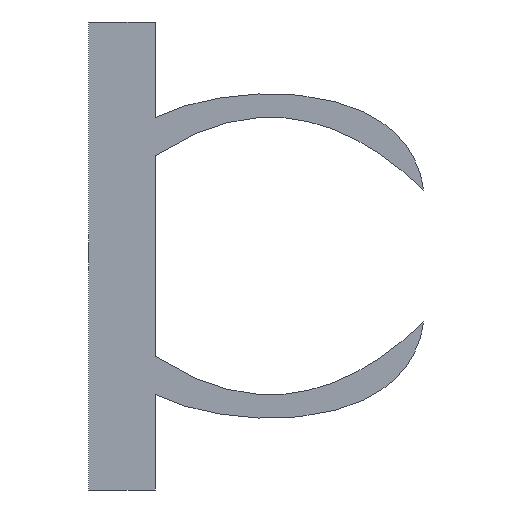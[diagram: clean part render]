
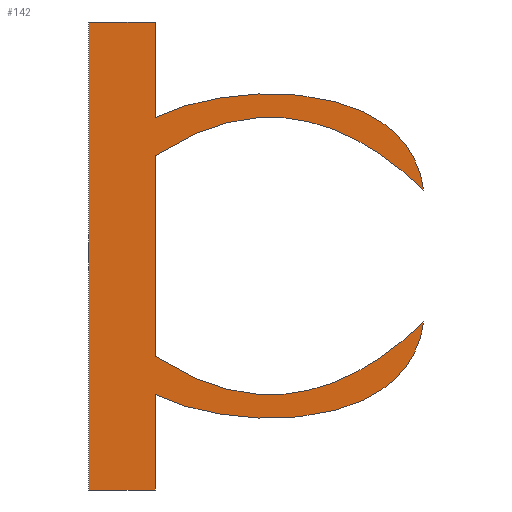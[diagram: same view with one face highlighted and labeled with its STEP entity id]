
A CAD part, front view. The second image highlights one B-rep face of the part: STEP entity #142.
In plain terms, the highlighted planar face has unit normal (0, -1, 0).
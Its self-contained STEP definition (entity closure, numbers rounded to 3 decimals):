
#2 = LINE ( 'NONE', #257, #446 ) ;
#6 = DIRECTION ( 'NONE',  ( 0., 0., -1. ) ) ;
#21 = CARTESIAN_POINT ( 'NONE',  ( 10., -6., 20.718 ) ) ;
#30 = CARTESIAN_POINT ( 'NONE',  ( 10., -6., 35. ) ) ;
#32 = VECTOR ( 'NONE', #6, 1000. ) ;
#40 = CARTESIAN_POINT ( 'NONE',  ( 0., -6., 35. ) ) ;
#45 = VERTEX_POINT ( 'NONE', #97 ) ;
#47 = ORIENTED_EDGE ( 'NONE', *, *, #130, .T. ) ;
#52 = VERTEX_POINT ( 'NONE', #60 ) ;
#55 = LINE ( 'NONE', #148, #328 ) ;
#60 = CARTESIAN_POINT ( 'NONE',  ( 0., -6., -35. ) ) ;
#63 = B_SPLINE_CURVE_WITH_KNOTS ( 'NONE', 2,
 ( #399, #391, #355 ),
 .UNSPECIFIED., .F., .F.,
 ( 3, 3 ),
 ( 0., 1. ),
 .UNSPECIFIED. ) ;
#65 = CARTESIAN_POINT ( 'NONE',  ( 10., -6., 20.718 ) ) ;
#97 = CARTESIAN_POINT ( 'NONE',  ( 50.106, -6., 9.868 ) ) ;
#116 = VERTEX_POINT ( 'NONE', #266 ) ;
#117 = EDGE_CURVE ( 'NONE', #348, #45, #406, .T. ) ;
#122 = EDGE_CURVE ( 'NONE', #288, #408, #2, .T. ) ;
#128 = ORIENTED_EDGE ( 'NONE', *, *, #308, .F. ) ;
#130 = EDGE_CURVE ( 'NONE', #419, #259, #498, .T. ) ;
#142 = ADVANCED_FACE ( 'NONE', ( #469 ), #518, .F. ) ;
#148 = CARTESIAN_POINT ( 'NONE',  ( 10., -6., -35. ) ) ;
#152 = EDGE_CURVE ( 'NONE', #116, #52, #55, .T. ) ;
#154 = CARTESIAN_POINT ( 'NONE',  ( 47.985, -6., -26.799 ) ) ;
#157 = VECTOR ( 'NONE', #255, 1000. ) ;
#167 = ORIENTED_EDGE ( 'NONE', *, *, #449, .F. ) ;
#174 = EDGE_LOOP ( 'NONE', ( #418, #404, #284, #47, #249, #167, #303, #128, #456, #263 ) ) ;
#179 = AXIS2_PLACEMENT_3D ( 'NONE', #389, #504, #424 ) ;
#182 = CARTESIAN_POINT ( 'NONE',  ( 10., -6., 15. ) ) ;
#188 = CARTESIAN_POINT ( 'NONE',  ( 10., -6., 35. ) ) ;
#198 = CARTESIAN_POINT ( 'NONE',  ( 50.106, -6., -9.868 ) ) ;
#201 = EDGE_CURVE ( 'NONE', #408, #52, #313, .T. ) ;
#208 = CARTESIAN_POINT ( 'NONE',  ( 10., -6., 15. ) ) ;
#209 = EDGE_CURVE ( 'NONE', #295, #259, #63, .T. ) ;
#216 = CARTESIAN_POINT ( 'NONE',  ( 10., -6., -20.718 ) ) ;
#220 = DIRECTION ( 'NONE',  ( -1., 0., 0. ) ) ;
#234 = CARTESIAN_POINT ( 'NONE',  ( 10., -6., -15. ) ) ;
#235 = EDGE_CURVE ( 'NONE', #288, #333, #242, .T. ) ;
#242 = LINE ( 'NONE', #245, #32 ) ;
#245 = CARTESIAN_POINT ( 'NONE',  ( 10., -6., 35. ) ) ;
#249 = ORIENTED_EDGE ( 'NONE', *, *, #209, .F. ) ;
#255 = DIRECTION ( 'NONE',  ( 0., 0., -1. ) ) ;
#257 = CARTESIAN_POINT ( 'NONE',  ( 10., -6., 35. ) ) ;
#258 = CARTESIAN_POINT ( 'NONE',  ( 50.106, -6., -9.868 ) ) ;
#259 = VERTEX_POINT ( 'NONE', #258 ) ;
#263 = ORIENTED_EDGE ( 'NONE', *, *, #122, .T. ) ;
#266 = CARTESIAN_POINT ( 'NONE',  ( 10., -6., -35. ) ) ;
#284 = ORIENTED_EDGE ( 'NONE', *, *, #368, .F. ) ;
#288 = VERTEX_POINT ( 'NONE', #30 ) ;
#295 = VERTEX_POINT ( 'NONE', #234 ) ;
#300 = CARTESIAN_POINT ( 'NONE',  ( 21.36, -6., -26.452 ) ) ;
#303 = ORIENTED_EDGE ( 'NONE', *, *, #117, .T. ) ;
#308 = EDGE_CURVE ( 'NONE', #333, #45, #486, .T. ) ;
#313 = LINE ( 'NONE', #488, #371 ) ;
#316 = DIRECTION ( 'NONE',  ( -1., 0., 0. ) ) ;
#324 = CARTESIAN_POINT ( 'NONE',  ( 21.36, -6., 26.452 ) ) ;
#328 = VECTOR ( 'NONE', #316, 1000. ) ;
#333 = VERTEX_POINT ( 'NONE', #21 ) ;
#348 = VERTEX_POINT ( 'NONE', #208 ) ;
#355 = CARTESIAN_POINT ( 'NONE',  ( 50.106, -6., -9.868 ) ) ;
#356 = VECTOR ( 'NONE', #467, 1000. ) ;
#366 = LINE ( 'NONE', #450, #157 ) ;
#368 = EDGE_CURVE ( 'NONE', #419, #116, #366, .T. ) ;
#371 = VECTOR ( 'NONE', #471, 1000. ) ;
#375 = CARTESIAN_POINT ( 'NONE',  ( 50.106, -6., 9.868 ) ) ;
#379 = CARTESIAN_POINT ( 'NONE',  ( 30.648, -6., 28.669 ) ) ;
#389 = CARTESIAN_POINT ( 'NONE',  ( 10., -6., 35. ) ) ;
#390 = CARTESIAN_POINT ( 'NONE',  ( 50.106, -6., 9.868 ) ) ;
#391 = CARTESIAN_POINT ( 'NONE',  ( 30.648, -6., -28.669 ) ) ;
#399 = CARTESIAN_POINT ( 'NONE',  ( 10., -6., -15. ) ) ;
#404 = ORIENTED_EDGE ( 'NONE', *, *, #152, .F. ) ;
#406 = B_SPLINE_CURVE_WITH_KNOTS ( 'NONE', 2,
 ( #182, #379, #375 ),
 .UNSPECIFIED., .F., .F.,
 ( 3, 3 ),
 ( 0., 1. ),
 .UNSPECIFIED. ) ;
#408 = VERTEX_POINT ( 'NONE', #40 ) ;
#418 = ORIENTED_EDGE ( 'NONE', *, *, #201, .T. ) ;
#419 = VERTEX_POINT ( 'NONE', #216 ) ;
#424 = DIRECTION ( 'NONE',  ( 0., 0., 1. ) ) ;
#446 = VECTOR ( 'NONE', #220, 1000. ) ;
#449 = EDGE_CURVE ( 'NONE', #348, #295, #455, .T. ) ;
#450 = CARTESIAN_POINT ( 'NONE',  ( 10., -6., 35. ) ) ;
#455 = LINE ( 'NONE', #188, #356 ) ;
#456 = ORIENTED_EDGE ( 'NONE', *, *, #235, .F. ) ;
#467 = DIRECTION ( 'NONE',  ( 0., 0., -1. ) ) ;
#469 = FACE_OUTER_BOUND ( 'NONE', #174, .T. ) ;
#471 = DIRECTION ( 'NONE',  ( 0., 0., -1. ) ) ;
#486 = B_SPLINE_CURVE_WITH_KNOTS ( 'NONE', 3,
 ( #65, #324, #505, #390 ),
 .UNSPECIFIED., .F., .F.,
 ( 4, 4 ),
 ( 0., 1. ),
 .UNSPECIFIED. ) ;
#488 = CARTESIAN_POINT ( 'NONE',  ( 0., -6., 35. ) ) ;
#496 = CARTESIAN_POINT ( 'NONE',  ( 10., -6., -20.718 ) ) ;
#498 = B_SPLINE_CURVE_WITH_KNOTS ( 'NONE', 3,
 ( #496, #300, #154, #198 ),
 .UNSPECIFIED., .F., .F.,
 ( 4, 4 ),
 ( 0., 1. ),
 .UNSPECIFIED. ) ;
#504 = DIRECTION ( 'NONE',  ( 0., 1., 0. ) ) ;
#505 = CARTESIAN_POINT ( 'NONE',  ( 47.985, -6., 26.799 ) ) ;
#518 = PLANE ( 'NONE',  #179 ) ;
